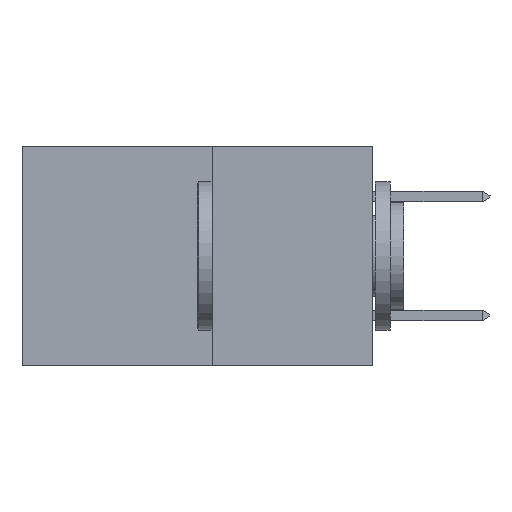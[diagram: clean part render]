
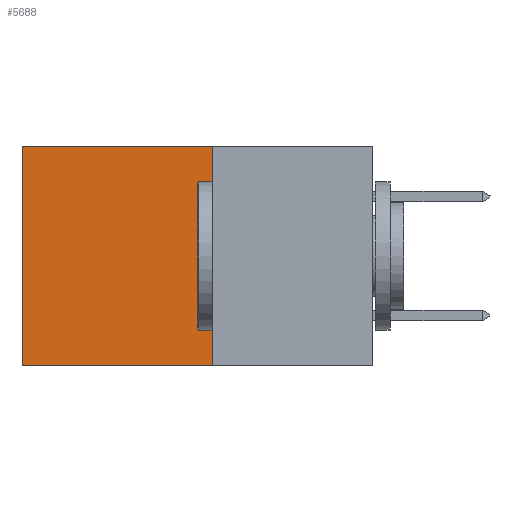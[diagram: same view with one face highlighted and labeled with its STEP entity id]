
A CAD part, left-side view. The second image highlights one B-rep face of the part: STEP entity #5688.
In plain terms, the highlighted planar face has unit normal (-1, 0, 0).
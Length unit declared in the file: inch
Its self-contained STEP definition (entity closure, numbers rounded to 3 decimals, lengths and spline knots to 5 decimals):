
#45 = EDGE_CURVE ( 'NONE', #12873, #7239, #16041, .T. ) ;
#873 = ORIENTED_EDGE ( 'NONE', *, *, #12221, .T. ) ;
#1314 = CARTESIAN_POINT ( 'NONE',  ( 0.277, 0.59, 0. ) ) ;
#1446 = VERTEX_POINT ( 'NONE', #7097 ) ;
#1540 = EDGE_CURVE ( 'NONE', #4350, #1446, #2723, .T. ) ;
#1564 = DIRECTION ( 'NONE',  ( 0., 1., 0. ) ) ;
#2723 = LINE ( 'NONE', #17368, #6468 ) ;
#3316 = CARTESIAN_POINT ( 'NONE',  ( 0.277, 0.27, 0. ) ) ;
#3685 = CARTESIAN_POINT ( 'NONE',  ( 0.277, 0.27, -0.37 ) ) ;
#4350 = VERTEX_POINT ( 'NONE', #3685 ) ;
#4559 = VECTOR ( 'NONE', #16603, 39.37008 ) ;
#4608 = CARTESIAN_POINT ( 'NONE',  ( 0.277, 0.27, 0. ) ) ;
#4984 = ORIENTED_EDGE ( 'NONE', *, *, #45, .T. ) ;
#5368 = ORIENTED_EDGE ( 'NONE', *, *, #1540, .F. ) ;
#5550 = CARTESIAN_POINT ( 'NONE',  ( 0.277, 0.27, -0.37 ) ) ;
#5688 = ADVANCED_FACE ( 'NONE', ( #6586 ), #8109, .F. ) ;
#5869 = DIRECTION ( 'NONE',  ( 0., 0., -1. ) ) ;
#6468 = VECTOR ( 'NONE', #12241, 39.37008 ) ;
#6586 = FACE_OUTER_BOUND ( 'NONE', #10166, .T. ) ;
#7097 = CARTESIAN_POINT ( 'NONE',  ( 0.277, 0.59, -0.37 ) ) ;
#7239 = VERTEX_POINT ( 'NONE', #1314 ) ;
#8029 = DIRECTION ( 'NONE',  ( 0., 0., -1. ) ) ;
#8075 = DIRECTION ( 'NONE',  ( 1., 0., 0. ) ) ;
#8109 = PLANE ( 'NONE',  #14115 ) ;
#8128 = CARTESIAN_POINT ( 'NONE',  ( 0.277, 0.27, -0.37 ) ) ;
#10098 = LINE ( 'NONE', #15536, #13291 ) ;
#10166 = EDGE_LOOP ( 'NONE', ( #873, #5368, #14190, #4984 ) ) ;
#12221 = EDGE_CURVE ( 'NONE', #7239, #1446, #10098, .T. ) ;
#12241 = DIRECTION ( 'NONE',  ( 0., 1., 0. ) ) ;
#12873 = VERTEX_POINT ( 'NONE', #4608 ) ;
#13291 = VECTOR ( 'NONE', #5869, 39.37008 ) ;
#13697 = EDGE_CURVE ( 'NONE', #12873, #4350, #15193, .T. ) ;
#14115 = AXIS2_PLACEMENT_3D ( 'NONE', #8128, #8075, #8029 ) ;
#14190 = ORIENTED_EDGE ( 'NONE', *, *, #13697, .F. ) ;
#15193 = LINE ( 'NONE', #5550, #4559 ) ;
#15536 = CARTESIAN_POINT ( 'NONE',  ( 0.277, 0.59, -0.37 ) ) ;
#15604 = VECTOR ( 'NONE', #1564, 39.37008 ) ;
#16041 = LINE ( 'NONE', #3316, #15604 ) ;
#16603 = DIRECTION ( 'NONE',  ( 0., 0., -1. ) ) ;
#17368 = CARTESIAN_POINT ( 'NONE',  ( 0.277, 0.27, -0.37 ) ) ;
